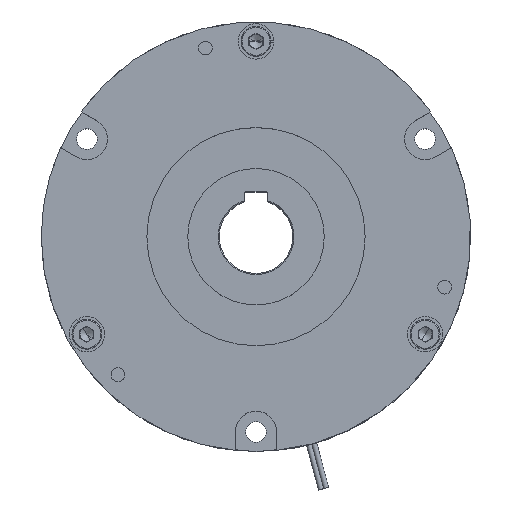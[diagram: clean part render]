
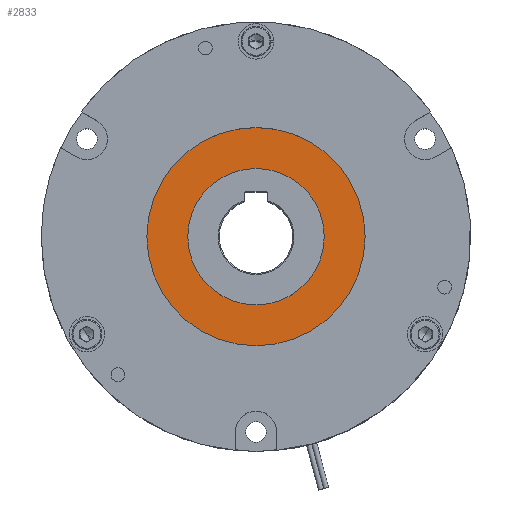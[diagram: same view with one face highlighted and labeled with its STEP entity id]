
A CAD part, top view. The second image highlights one B-rep face of the part: STEP entity #2833.
In plain terms, the highlighted planar face has unit normal (0, 0, 1).
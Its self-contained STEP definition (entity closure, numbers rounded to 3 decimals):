
#77 = DIRECTION ( 'NONE',  ( 1., 0., 0. ) ) ;
#491 = DIRECTION ( 'NONE',  ( 0., 0., 1. ) ) ;
#889 = AXIS2_PLACEMENT_3D ( 'NONE', #3075, #4164, #930 ) ;
#930 = DIRECTION ( 'NONE',  ( 1., 0., 0. ) ) ;
#1016 = CIRCLE ( 'NONE', #5945, 57.5 ) ;
#1162 = EDGE_CURVE ( 'NONE', #2355, #3045, #6584, .T. ) ;
#1183 = ORIENTED_EDGE ( 'NONE', *, *, #2010, .T. ) ;
#1329 = VERTEX_POINT ( 'NONE', #4305 ) ;
#1378 = CARTESIAN_POINT ( 'NONE',  ( -29.7, 0., 59.6 ) ) ;
#1771 = EDGE_CURVE ( 'NONE', #3045, #2355, #5376, .T. ) ;
#1981 = ORIENTED_EDGE ( 'NONE', *, *, #1162, .F. ) ;
#2010 = EDGE_CURVE ( 'NONE', #6021, #1329, #4026, .T. ) ;
#2162 = DIRECTION ( 'NONE',  ( 0., 0., 1. ) ) ;
#2355 = VERTEX_POINT ( 'NONE', #1378 ) ;
#2833 = ADVANCED_FACE ( 'NONE', ( #6835, #3918 ), #3051, .T. ) ;
#2862 = DIRECTION ( 'NONE',  ( 0., 0., 1. ) ) ;
#3045 = VERTEX_POINT ( 'NONE', #5635 ) ;
#3051 = PLANE ( 'NONE',  #889 ) ;
#3075 = CARTESIAN_POINT ( 'NONE',  ( 0., 0., 59.6 ) ) ;
#3319 = DIRECTION ( 'NONE',  ( 0., 0., 1. ) ) ;
#3395 = ORIENTED_EDGE ( 'NONE', *, *, #1771, .F. ) ;
#3729 = CARTESIAN_POINT ( 'NONE',  ( 0., 0., 59.6 ) ) ;
#3918 = FACE_BOUND ( 'NONE', #4846, .T. ) ;
#4026 = CIRCLE ( 'NONE', #6149, 57.5 ) ;
#4164 = DIRECTION ( 'NONE',  ( 0., 0., 1. ) ) ;
#4238 = AXIS2_PLACEMENT_3D ( 'NONE', #6581, #3319, #77 ) ;
#4292 = DIRECTION ( 'NONE',  ( 1., 0., 0. ) ) ;
#4305 = CARTESIAN_POINT ( 'NONE',  ( -57.5, 0., 59.6 ) ) ;
#4791 = ORIENTED_EDGE ( 'NONE', *, *, #5475, .T. ) ;
#4846 = EDGE_LOOP ( 'NONE', ( #1981, #3395 ) ) ;
#5053 = EDGE_LOOP ( 'NONE', ( #4791, #1183 ) ) ;
#5376 = CIRCLE ( 'NONE', #4238, 29.7 ) ;
#5399 = CARTESIAN_POINT ( 'NONE',  ( 0., 0., 59.6 ) ) ;
#5475 = EDGE_CURVE ( 'NONE', #1329, #6021, #1016, .T. ) ;
#5592 = CARTESIAN_POINT ( 'NONE',  ( 57.5, 0., 59.6 ) ) ;
#5635 = CARTESIAN_POINT ( 'NONE',  ( 29.7, 0., 59.6 ) ) ;
#5945 = AXIS2_PLACEMENT_3D ( 'NONE', #5399, #2162, #5965 ) ;
#5965 = DIRECTION ( 'NONE',  ( 1., 0., 0. ) ) ;
#6021 = VERTEX_POINT ( 'NONE', #5592 ) ;
#6124 = CARTESIAN_POINT ( 'NONE',  ( 0., 0., 59.6 ) ) ;
#6149 = AXIS2_PLACEMENT_3D ( 'NONE', #3729, #491, #4292 ) ;
#6581 = CARTESIAN_POINT ( 'NONE',  ( 0., 0., 59.6 ) ) ;
#6584 = CIRCLE ( 'NONE', #6861, 29.7 ) ;
#6669 = DIRECTION ( 'NONE',  ( 1., 0., 0. ) ) ;
#6835 = FACE_OUTER_BOUND ( 'NONE', #5053, .T. ) ;
#6861 = AXIS2_PLACEMENT_3D ( 'NONE', #6124, #2862, #6669 ) ;
